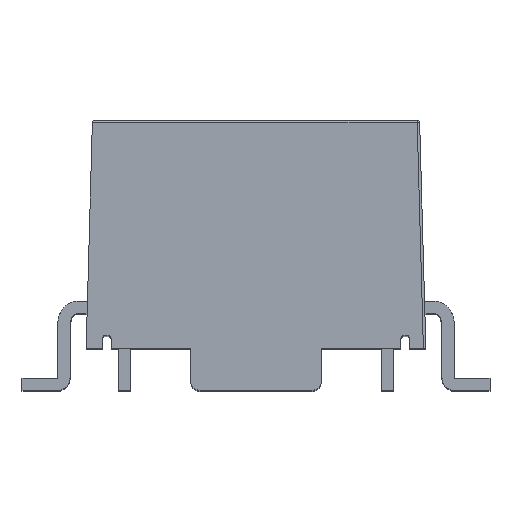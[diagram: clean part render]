
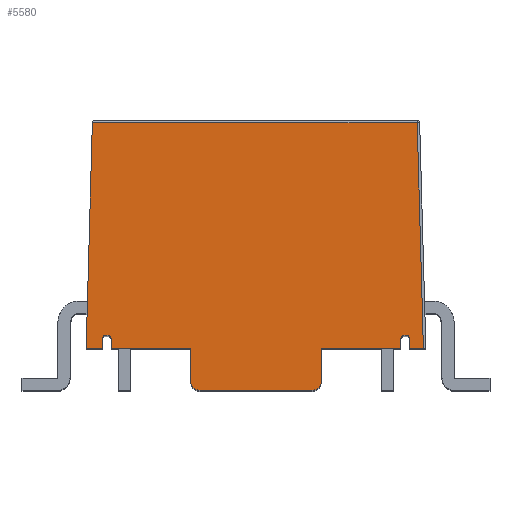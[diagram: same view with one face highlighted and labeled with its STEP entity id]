
A CAD part, top view. The second image highlights one B-rep face of the part: STEP entity #5580.
In plain terms, the highlighted planar face has unit normal (0, 0, 1).
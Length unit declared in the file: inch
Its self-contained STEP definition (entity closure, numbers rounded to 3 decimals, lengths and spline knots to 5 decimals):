
#103=DIRECTION('',(0.,1.,0.));
#104=VECTOR('',#103,0.2053);
#105=CARTESIAN_POINT('',(2.925,0.85,12.8));
#106=LINE('',#105,#104);
#107=DIRECTION('',(-1.,0.,0.));
#108=VECTOR('',#107,1.605);
#109=CARTESIAN_POINT('',(2.925,0.85,12.8));
#110=LINE('',#109,#108);
#111=DIRECTION('',(0.,1.,0.));
#112=VECTOR('',#111,0.65);
#113=CARTESIAN_POINT('',(1.32,0.2,12.8));
#114=LINE('',#113,#112);
#115=CARTESIAN_POINT('',(1.12,0.2,12.8));
#116=DIRECTION('',(0.,0.,1.));
#117=DIRECTION('',(0.,-1.,0.));
#118=AXIS2_PLACEMENT_3D('',#115,#116,#117);
#120=DIRECTION('',(1.,0.,0.));
#121=VECTOR('',#120,2.24);
#122=CARTESIAN_POINT('',(-1.12,0.,12.8));
#123=LINE('',#122,#121);
#124=CARTESIAN_POINT('',(-1.12,0.2,12.8));
#125=DIRECTION('',(0.,0.,1.));
#126=DIRECTION('',(-1.,0.,0.));
#127=AXIS2_PLACEMENT_3D('',#124,#125,#126);
#129=DIRECTION('',(0.,1.,0.));
#130=VECTOR('',#129,0.65);
#131=CARTESIAN_POINT('',(-1.32,0.2,12.8));
#132=LINE('',#131,#130);
#133=DIRECTION('',(1.,0.,0.));
#134=VECTOR('',#133,1.605);
#135=CARTESIAN_POINT('',(-2.925,0.85,12.8));
#136=LINE('',#135,#134);
#137=DIRECTION('',(0.,1.,0.));
#138=VECTOR('',#137,0.2053);
#139=CARTESIAN_POINT('',(-2.925,0.85,12.8));
#140=LINE('',#139,#138);
#141=CARTESIAN_POINT('',(-2.925,1.0553,12.8));
#142=CARTESIAN_POINT('',(-2.925,1.07424,12.8));
#143=CARTESIAN_POINT('',(-2.94012,1.097,12.8));
#144=CARTESIAN_POINT('',(-2.96439,1.1106,12.8));
#145=CARTESIAN_POINT('',(-2.98333,1.1106,12.8));
#147=DIRECTION('',(-1.,0.,0.));
#148=VECTOR('',#147,0.0792);
#149=CARTESIAN_POINT('',(-2.98333,1.1106,12.8));
#150=LINE('',#149,#148);
#151=CARTESIAN_POINT('',(-3.06253,1.1106,12.8));
#152=CARTESIAN_POINT('',(-3.07248,1.1106,12.8));
#153=CARTESIAN_POINT('',(-3.08186,1.10007,12.8));
#154=CARTESIAN_POINT('',(-3.08725,1.08554,12.8));
#155=CARTESIAN_POINT('',(-3.08725,1.07559,12.8));
#157=DIRECTION('',(0.,-1.,0.));
#158=VECTOR('',#157,0.22559);
#159=CARTESIAN_POINT('',(-3.08725,1.07559,12.8));
#160=LINE('',#159,#158);
#161=DIRECTION('',(1.,0.,0.));
#162=VECTOR('',#161,0.33936);
#163=CARTESIAN_POINT('',(-3.42661,0.85,12.8));
#164=LINE('',#163,#162);
#165=DIRECTION('',(-0.028,-1.,0.));
#166=VECTOR('',#165,4.55241);
#167=CARTESIAN_POINT('',(-3.30136,5.40069,12.8));
#168=LINE('',#167,#166);
#169=DIRECTION('',(-1.,0.,0.));
#170=VECTOR('',#169,6.55271);
#171=CARTESIAN_POINT('',(3.25136,5.4,12.8));
#172=LINE('',#171,#170);
#173=DIRECTION('',(-0.028,1.,0.));
#174=VECTOR('',#173,4.55172);
#175=CARTESIAN_POINT('',(3.37659,0.85,12.8));
#176=LINE('',#175,#174);
#177=DIRECTION('',(-1.,0.,0.));
#178=VECTOR('',#177,0.28934);
#179=CARTESIAN_POINT('',(3.37659,0.85,12.8));
#180=LINE('',#179,#178);
#181=DIRECTION('',(0.,-1.,0.));
#182=VECTOR('',#181,0.22559);
#183=CARTESIAN_POINT('',(3.08725,1.07559,12.8));
#184=LINE('',#183,#182);
#185=CARTESIAN_POINT('',(3.06253,1.1106,12.8));
#186=CARTESIAN_POINT('',(3.07248,1.1106,12.8));
#187=CARTESIAN_POINT('',(3.08186,1.10007,12.8));
#188=CARTESIAN_POINT('',(3.08725,1.08554,12.8));
#189=CARTESIAN_POINT('',(3.08725,1.07559,12.8));
#191=DIRECTION('',(1.,0.,0.));
#192=VECTOR('',#191,0.0792);
#193=CARTESIAN_POINT('',(2.98333,1.1106,12.8));
#194=LINE('',#193,#192);
#195=CARTESIAN_POINT('',(2.925,1.0553,12.8));
#196=CARTESIAN_POINT('',(2.925,1.07424,12.8));
#197=CARTESIAN_POINT('',(2.94012,1.097,12.8));
#198=CARTESIAN_POINT('',(2.96439,1.1106,12.8));
#199=CARTESIAN_POINT('',(2.98333,1.1106,12.8));
#341=CARTESIAN_POINT('',(3.37659,0.85,12.8));
#4309=CARTESIAN_POINT('',(-1.32,0.85,12.8));
#4310=VERTEX_POINT('',#4309);
#4313=CARTESIAN_POINT('',(1.32,0.85,12.8));
#4314=VERTEX_POINT('',#4313);
#5341=CARTESIAN_POINT('',(1.12,0.,12.8));
#5342=CARTESIAN_POINT('',(1.32,0.2,12.8));
#5343=VERTEX_POINT('',#5341);
#5344=VERTEX_POINT('',#5342);
#5353=CARTESIAN_POINT('',(-1.32,0.2,12.8));
#5354=VERTEX_POINT('',#5353);
#5355=CARTESIAN_POINT('',(-1.12,0.,12.8));
#5356=VERTEX_POINT('',#5355);
#5374=VERTEX_POINT('',#341);
#5375=CARTESIAN_POINT('',(3.25136,5.4,12.8));
#5376=VERTEX_POINT('',#5375);
#5387=CARTESIAN_POINT('',(-3.30136,5.40069,12.8));
#5388=VERTEX_POINT('',#5387);
#5401=CARTESIAN_POINT('',(-3.42661,0.85,12.8));
#5402=VERTEX_POINT('',#5401);
#5413=CARTESIAN_POINT('',(-2.925,0.85,12.8));
#5414=CARTESIAN_POINT('',(-2.925,1.0553,12.8));
#5415=VERTEX_POINT('',#5413);
#5416=VERTEX_POINT('',#5414);
#5417=VERTEX_POINT('',#145);
#5418=CARTESIAN_POINT('',(-3.06253,1.1106,12.8));
#5419=VERTEX_POINT('',#5418);
#5420=VERTEX_POINT('',#155);
#5421=CARTESIAN_POINT('',(-3.08725,0.85,12.8));
#5422=VERTEX_POINT('',#5421);
#5423=CARTESIAN_POINT('',(2.925,1.0553,12.8));
#5425=VERTEX_POINT('',#5423);
#5427=CARTESIAN_POINT('',(2.98333,1.1106,12.8));
#5429=VERTEX_POINT('',#5427);
#5431=CARTESIAN_POINT('',(3.06253,1.1106,12.8));
#5433=VERTEX_POINT('',#5431);
#5435=CARTESIAN_POINT('',(3.08725,1.07559,12.8));
#5437=VERTEX_POINT('',#5435);
#5443=CARTESIAN_POINT('',(2.925,0.85,12.8));
#5444=VERTEX_POINT('',#5443);
#5445=CARTESIAN_POINT('',(3.08725,0.85,12.8));
#5446=VERTEX_POINT('',#5445);
#5531=CARTESIAN_POINT('',(0.,0.,12.8));
#5532=DIRECTION('',(0.,0.,1.));
#5533=DIRECTION('',(1.,0.,0.));
#5534=AXIS2_PLACEMENT_3D('',#5531,#5532,#5533);
#5535=PLANE('',#5534);
#5536=ORIENTED_EDGE('',*,*,#5509,.F.);
#5538=ORIENTED_EDGE('',*,*,#5537,.T.);
#5540=ORIENTED_EDGE('',*,*,#5539,.F.);
#5542=ORIENTED_EDGE('',*,*,#5541,.F.);
#5544=ORIENTED_EDGE('',*,*,#5543,.F.);
#5546=ORIENTED_EDGE('',*,*,#5545,.F.);
#5548=ORIENTED_EDGE('',*,*,#5547,.T.);
#5550=ORIENTED_EDGE('',*,*,#5549,.F.);
#5552=ORIENTED_EDGE('',*,*,#5551,.T.);
#5554=ORIENTED_EDGE('',*,*,#5553,.T.);
#5556=ORIENTED_EDGE('',*,*,#5555,.T.);
#5558=ORIENTED_EDGE('',*,*,#5557,.T.);
#5560=ORIENTED_EDGE('',*,*,#5559,.T.);
#5562=ORIENTED_EDGE('',*,*,#5561,.F.);
#5564=ORIENTED_EDGE('',*,*,#5563,.F.);
#5566=ORIENTED_EDGE('',*,*,#5565,.F.);
#5568=ORIENTED_EDGE('',*,*,#5567,.F.);
#5570=ORIENTED_EDGE('',*,*,#5569,.T.);
#5572=ORIENTED_EDGE('',*,*,#5571,.F.);
#5574=ORIENTED_EDGE('',*,*,#5573,.F.);
#5576=ORIENTED_EDGE('',*,*,#5575,.F.);
#5577=ORIENTED_EDGE('',*,*,#5523,.F.);
#5578=EDGE_LOOP('',(#5536,#5538,#5540,#5542,#5544,#5546,#5548,#5550,#5552,#5554,
#5556,#5558,#5560,#5562,#5564,#5566,#5568,#5570,#5572,#5574,#5576,#5577));
#5579=FACE_OUTER_BOUND('',#5578,.F.);
#119=CIRCLE('',#118,0.2);
#128=CIRCLE('',#127,0.2);
#146=B_SPLINE_CURVE_WITH_KNOTS('',3,(#141,#142,#143,#144,#145),.UNSPECIFIED.,
.F.,.F.,(4,1,4),(0.,0.5,1.),.UNSPECIFIED.);
#156=B_SPLINE_CURVE_WITH_KNOTS('',3,(#151,#152,#153,#154,#155),.UNSPECIFIED.,
.F.,.F.,(4,1,4),(0.,0.5,1.),.UNSPECIFIED.);
#190=B_SPLINE_CURVE_WITH_KNOTS('',3,(#185,#186,#187,#188,#189),.UNSPECIFIED.,
.F.,.F.,(4,1,4),(0.,0.5,1.),.UNSPECIFIED.);
#200=B_SPLINE_CURVE_WITH_KNOTS('',3,(#195,#196,#197,#198,#199),.UNSPECIFIED.,
.F.,.F.,(4,1,4),(0.,0.5,1.),.UNSPECIFIED.);
#5509=EDGE_CURVE('',#5444,#5425,#106,.T.);
#5523=EDGE_CURVE('',#5425,#5429,#200,.T.);
#5537=EDGE_CURVE('',#5444,#4314,#110,.T.);
#5539=EDGE_CURVE('',#5344,#4314,#114,.T.);
#5541=EDGE_CURVE('',#5343,#5344,#119,.T.);
#5543=EDGE_CURVE('',#5356,#5343,#123,.T.);
#5545=EDGE_CURVE('',#5354,#5356,#128,.T.);
#5547=EDGE_CURVE('',#5354,#4310,#132,.T.);
#5549=EDGE_CURVE('',#5415,#4310,#136,.T.);
#5551=EDGE_CURVE('',#5415,#5416,#140,.T.);
#5553=EDGE_CURVE('',#5416,#5417,#146,.T.);
#5555=EDGE_CURVE('',#5417,#5419,#150,.T.);
#5557=EDGE_CURVE('',#5419,#5420,#156,.T.);
#5559=EDGE_CURVE('',#5420,#5422,#160,.T.);
#5561=EDGE_CURVE('',#5402,#5422,#164,.T.);
#5563=EDGE_CURVE('',#5388,#5402,#168,.T.);
#5565=EDGE_CURVE('',#5376,#5388,#172,.T.);
#5567=EDGE_CURVE('',#5374,#5376,#176,.T.);
#5569=EDGE_CURVE('',#5374,#5446,#180,.T.);
#5571=EDGE_CURVE('',#5437,#5446,#184,.T.);
#5573=EDGE_CURVE('',#5433,#5437,#190,.T.);
#5575=EDGE_CURVE('',#5429,#5433,#194,.T.);
#5580=ADVANCED_FACE('',(#5579),#5535,.T.);
